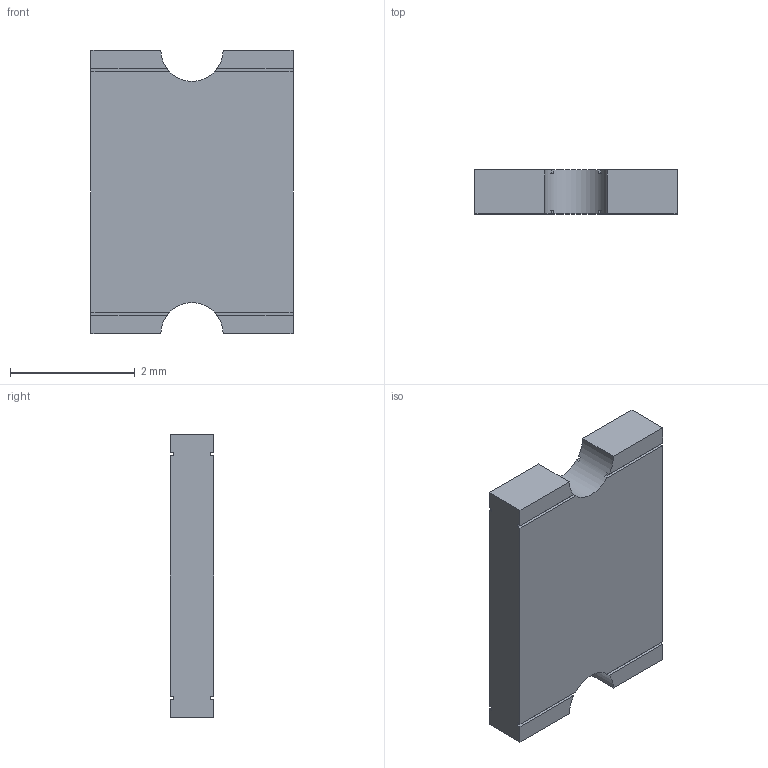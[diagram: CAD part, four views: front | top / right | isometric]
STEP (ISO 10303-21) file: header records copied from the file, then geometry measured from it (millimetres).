
FILE_DESCRIPTION(/* description */ (''),/* implementation_level */ '2;1');
FILE_NAME(/* name */ 'MF-MSMF075.step',/* time_stamp */ '2018-09-03T10:17:57+09:00',/* author */ ('yuqlid'),/* organization */ (''),/* preprocessor_version */ 'ST-DEVELOPER v17.2',/* originating_system */ 'Autodesk Translation Framework v7.6.0.251',/* authorisation */ '');
FILE_SCHEMA (('AUTOMOTIVE_DESIGN { 1 0 10303 214 3 1 1 }'));
Length unit declared in the file: millimetre
Products named in the file (1): mf-msmf075
Bounding box: 3.24 x 0.7 x 4.55 mm (x, y, z)
Volume: 9.7 mm3; surface area: 40.6 mm2
Topology: 1 solids, 1 shells, 42 faces, 120 edges, 80 vertices
Faces by surface type: plane 40, cylinder 2
Entity records: 1453 total; most frequent: CARTESIAN_POINT 243, ORIENTED_EDGE 240, DIRECTION 226, EDGE_CURVE 120, LINE 100, VECTOR 100, VERTEX_POINT 80, AXIS2_PLACEMENT_3D 63
